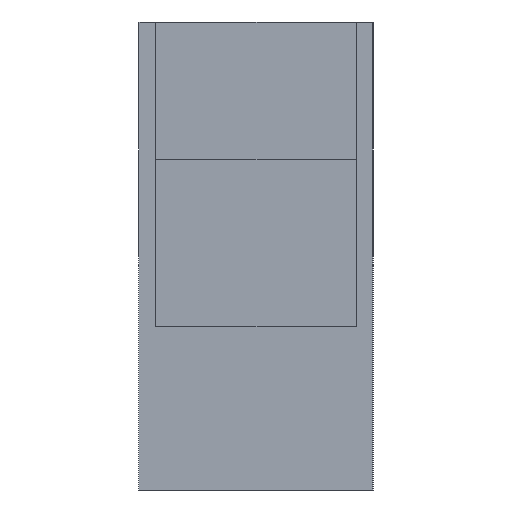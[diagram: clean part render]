
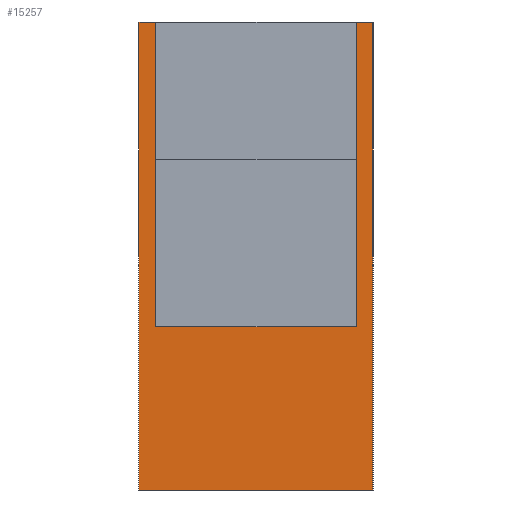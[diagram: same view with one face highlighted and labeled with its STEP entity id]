
A CAD part, left-side view. The second image highlights one B-rep face of the part: STEP entity #15257.
In plain terms, the highlighted planar face has unit normal (-1, 0, 0).
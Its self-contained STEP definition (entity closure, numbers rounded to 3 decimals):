
#143=DIRECTION('',(0.,-1.,0.));
#144=VECTOR('',#143,0.635);
#145=CARTESIAN_POINT('',(-44.094,4.445,0.));
#146=LINE('',#145,#144);
#175=DIRECTION('',(0.,-1.,0.));
#176=VECTOR('',#175,0.635);
#177=CARTESIAN_POINT('',(-44.094,-3.81,0.));
#178=LINE('',#177,#176);
#1483=DIRECTION('',(0.,-1.,0.));
#1484=VECTOR('',#1483,1.016);
#1485=CARTESIAN_POINT('',(-44.094,3.81,-11.582));
#1486=LINE('',#1485,#1484);
#1487=DIRECTION('',(0.,-1.,0.));
#1488=VECTOR('',#1487,1.016);
#1489=CARTESIAN_POINT('',(-44.094,-2.794,-11.582));
#1490=LINE('',#1489,#1488);
#1511=DIRECTION('',(0.,0.,1.));
#1512=VECTOR('',#1511,2.54);
#1513=CARTESIAN_POINT('',(-44.094,-2.794,-11.582));
#1514=LINE('',#1513,#1512);
#1523=DIRECTION('',(0.,-1.,0.));
#1524=VECTOR('',#1523,5.588);
#1525=CARTESIAN_POINT('',(-44.094,2.794,-9.042));
#1526=LINE('',#1525,#1524);
#1707=DIRECTION('',(0.,0.,1.));
#1708=VECTOR('',#1707,2.54);
#1709=CARTESIAN_POINT('',(-44.094,2.794,-11.582));
#1710=LINE('',#1709,#1708);
#1711=DIRECTION('',(0.,0.,-1.));
#1712=VECTOR('',#1711,11.582);
#1713=CARTESIAN_POINT('',(-44.094,-3.81,0.));
#1714=LINE('',#1713,#1712);
#1715=DIRECTION('',(0.,1.,0.));
#1716=VECTOR('',#1715,8.89);
#1717=CARTESIAN_POINT('',(-44.094,-4.445,-17.78));
#1718=LINE('',#1717,#1716);
#1719=DIRECTION('',(0.,0.,-1.));
#1720=VECTOR('',#1719,17.78);
#1721=CARTESIAN_POINT('',(-44.094,4.445,0.));
#1722=LINE('',#1721,#1720);
#1723=DIRECTION('',(0.,0.,-1.));
#1724=VECTOR('',#1723,17.78);
#1725=CARTESIAN_POINT('',(-44.094,-4.445,0.));
#1726=LINE('',#1725,#1724);
#4295=DIRECTION('',(0.,0.,-1.));
#4296=VECTOR('',#4295,11.582);
#4297=CARTESIAN_POINT('',(-44.094,3.81,0.));
#4298=LINE('',#4297,#4296);
#10655=CARTESIAN_POINT('',(-44.094,-3.81,0.));
#10656=CARTESIAN_POINT('',(-44.094,-4.445,0.));
#10657=VERTEX_POINT('',#10655);
#10658=VERTEX_POINT('',#10656);
#10667=CARTESIAN_POINT('',(-44.094,4.445,0.));
#10668=VERTEX_POINT('',#10667);
#10669=CARTESIAN_POINT('',(-44.094,3.81,0.));
#10670=VERTEX_POINT('',#10669);
#10671=CARTESIAN_POINT('',(-44.094,-4.445,-17.78));
#10673=VERTEX_POINT('',#10671);
#10676=CARTESIAN_POINT('',(-44.094,4.445,-17.78));
#10678=VERTEX_POINT('',#10676);
#10697=CARTESIAN_POINT('',(-44.094,-3.81,-11.582));
#10698=VERTEX_POINT('',#10697);
#10717=CARTESIAN_POINT('',(-44.094,3.81,-11.582));
#10718=VERTEX_POINT('',#10717);
#13719=CARTESIAN_POINT('',(-44.094,2.794,-9.042));
#13720=CARTESIAN_POINT('',(-44.094,-2.794,-9.042));
#13721=VERTEX_POINT('',#13719);
#13722=VERTEX_POINT('',#13720);
#13731=CARTESIAN_POINT('',(-44.094,2.794,-11.582));
#13732=VERTEX_POINT('',#13731);
#13733=CARTESIAN_POINT('',(-44.094,-2.794,-11.582));
#13734=VERTEX_POINT('',#13733);
#15235=CARTESIAN_POINT('',(-44.094,-3.81,0.));
#15236=DIRECTION('',(-1.,0.,0.));
#15237=DIRECTION('',(0.,-1.,0.));
#15238=AXIS2_PLACEMENT_3D('',#15235,#15236,#15237);
#15239=PLANE('',#15238);
#15240=ORIENTED_EDGE('',*,*,#14861,.T.);
#15241=ORIENTED_EDGE('',*,*,#14994,.T.);
#15242=ORIENTED_EDGE('',*,*,#14947,.T.);
#15243=ORIENTED_EDGE('',*,*,#14934,.F.);
#15244=ORIENTED_EDGE('',*,*,#14867,.T.);
#15245=ORIENTED_EDGE('',*,*,#14809,.F.);
#15246=ORIENTED_EDGE('',*,*,#14064,.T.);
#15248=ORIENTED_EDGE('',*,*,#15247,.T.);
#15250=ORIENTED_EDGE('',*,*,#15249,.T.);
#15251=ORIENTED_EDGE('',*,*,#15227,.F.);
#15252=ORIENTED_EDGE('',*,*,#14048,.T.);
#15254=ORIENTED_EDGE('',*,*,#15253,.T.);
#15255=EDGE_LOOP('',(#15240,#15241,#15242,#15243,#15244,#15245,#15246,#15248,
#15250,#15251,#15252,#15254));
#15256=FACE_OUTER_BOUND('',#15255,.F.);
#14048=EDGE_CURVE('',#10668,#10670,#146,.T.);
#14064=EDGE_CURVE('',#10657,#10658,#178,.T.);
#14809=EDGE_CURVE('',#10657,#10698,#1714,.T.);
#14861=EDGE_CURVE('',#10718,#13732,#1486,.T.);
#14867=EDGE_CURVE('',#13734,#10698,#1490,.T.);
#14934=EDGE_CURVE('',#13734,#13722,#1514,.T.);
#14947=EDGE_CURVE('',#13721,#13722,#1526,.T.);
#14994=EDGE_CURVE('',#13732,#13721,#1710,.T.);
#15227=EDGE_CURVE('',#10668,#10678,#1722,.T.);
#15247=EDGE_CURVE('',#10658,#10673,#1726,.T.);
#15249=EDGE_CURVE('',#10673,#10678,#1718,.T.);
#15253=EDGE_CURVE('',#10670,#10718,#4298,.T.);
#15257=ADVANCED_FACE('',(#15256),#15239,.T.);
